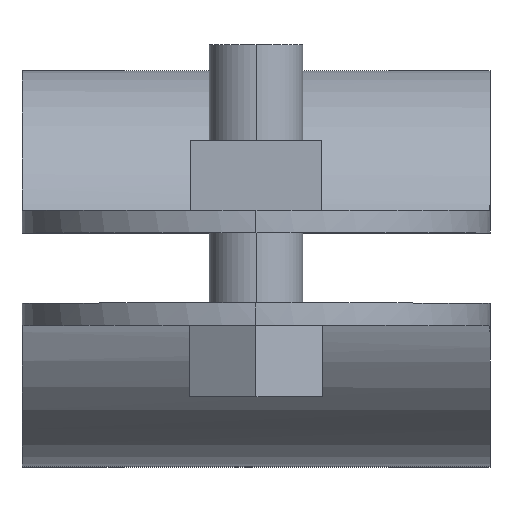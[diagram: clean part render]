
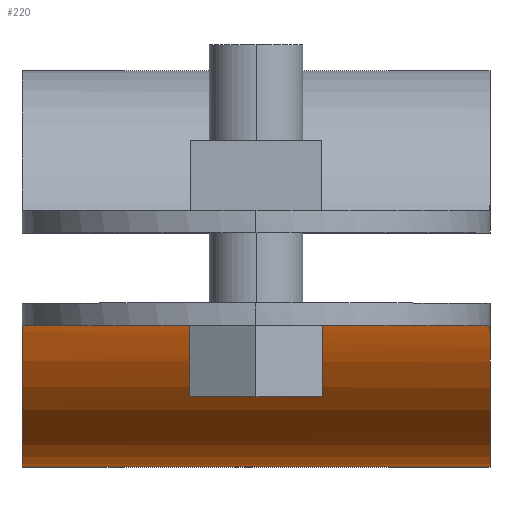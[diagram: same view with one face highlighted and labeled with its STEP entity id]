
A CAD part, top view. The second image highlights one B-rep face of the part: STEP entity #220.
In plain terms, the highlighted free-form (B-spline) face has degree [3, 1] with [4, 2] control points.
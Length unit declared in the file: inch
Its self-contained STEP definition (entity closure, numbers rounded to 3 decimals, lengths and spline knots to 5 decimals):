
#220=ADVANCED_FACE('',(#462),#463,.T.);
#462=FACE_OUTER_BOUND('',#784,.T.);
#463=B_SPLINE_SURFACE_WITH_KNOTS('',3,1,((#785,#786),(#787,#788),(#789,#790),(#791,#792)),.UNSPECIFIED.,.F.,.F.,.F.,(4,4),(2,2),(-1.0,-0.0),(0.0,1.25),.UNSPECIFIED.);
#784=EDGE_LOOP('',(#1348,#1349,#1350,#1351,#1352,#1353));
#785=CARTESIAN_POINT('',(1.24989,0.,1.12446));
#786=CARTESIAN_POINT('',(-0.00011,0.,1.12446));
#787=CARTESIAN_POINT('',(1.24989,0.,1.35735));
#788=CARTESIAN_POINT('',(-0.00011,0.,1.35735));
#789=CARTESIAN_POINT('',(1.24989,0.15233,1.56287));
#790=CARTESIAN_POINT('',(-0.00011,0.15233,1.56287));
#791=CARTESIAN_POINT('',(1.24989,0.37518,1.63059));
#792=CARTESIAN_POINT('',(-0.00011,0.37518,1.63059));
#1348=ORIENTED_EDGE('',*,*,#1913,.T.);
#1349=ORIENTED_EDGE('',*,*,#1914,.T.);
#1350=ORIENTED_EDGE('',*,*,#1866,.T.);
#1351=ORIENTED_EDGE('',*,*,#1915,.T.);
#1352=ORIENTED_EDGE('',*,*,#1916,.T.);
#1353=ORIENTED_EDGE('',*,*,#1738,.F.);
#1738=EDGE_CURVE('',#2059,#2061,#2062,.T.);
#1866=EDGE_CURVE('',#2268,#2271,#2273,.T.);
#1913=EDGE_CURVE('',#2059,#2337,#2338,.T.);
#1914=EDGE_CURVE('',#2337,#2268,#2339,.T.);
#1915=EDGE_CURVE('',#2271,#2340,#2341,.T.);
#1916=EDGE_CURVE('',#2340,#2061,#2342,.T.);
#2059=VERTEX_POINT('',#2528);
#2061=VERTEX_POINT('',#2531);
#2062=LINE('',#2532,#2533);
#2268=VERTEX_POINT('',#2868);
#2271=VERTEX_POINT('',#2874);
#2273=LINE('',#2879,#2880);
#2337=VERTEX_POINT('',#2989);
#2338=B_SPLINE_CURVE_WITH_KNOTS('',3,(#2990,#2991,#2992,#2993),.UNSPECIFIED.,.F.,.F.,(4,4),(-1.0,-0.0),.UNSPECIFIED.);
#2339=B_SPLINE_CURVE_WITH_KNOTS('',3,(#2994,#2995,#2996,#2997),.UNSPECIFIED.,.F.,.F.,(4,4),(0.0,0.01791),.UNSPECIFIED.);
#2340=VERTEX_POINT('',#2998);
#2341=B_SPLINE_CURVE_WITH_KNOTS('',3,(#2999,#3000,#3001,#3002),.UNSPECIFIED.,.F.,.F.,(4,4),(0.0,0.01791),.UNSPECIFIED.);
#2342=B_SPLINE_CURVE_WITH_KNOTS('',3,(#3003,#3004,#3005,#3006),.UNSPECIFIED.,.F.,.F.,(4,4),(0.0,1.0),.UNSPECIFIED.);
#2528=CARTESIAN_POINT('',(1.24982,0.,1.12446));
#2531=CARTESIAN_POINT('',(0.0,0.,1.12446));
#2532=CARTESIAN_POINT('',(1.24989,0.,1.12446));
#2533=VECTOR('',#3242,1.);
#2868=CARTESIAN_POINT('',(1.24979,0.37518,1.63059));
#2874=CARTESIAN_POINT('',(0.00002,0.37518,1.63059));
#2879=CARTESIAN_POINT('',(1.24989,0.37518,1.63059));
#2880=VECTOR('',#3327,1.);
#2989=CARTESIAN_POINT('',(1.24982,0.35813,1.6251));
#2990=CARTESIAN_POINT('',(1.24982,0.,1.12446));
#2991=CARTESIAN_POINT('',(1.24982,0.,1.35735));
#2992=CARTESIAN_POINT('',(1.24982,0.15233,1.56287));
#2993=CARTESIAN_POINT('',(1.24982,0.37518,1.63059));
#2994=CARTESIAN_POINT('',(1.24982,0.35813,1.6251));
#2995=CARTESIAN_POINT('',(1.24982,0.36378,1.62703));
#2996=CARTESIAN_POINT('',(1.24981,0.36947,1.62886));
#2997=CARTESIAN_POINT('',(1.24979,0.37518,1.63059));
#2998=CARTESIAN_POINT('',(0.0,0.35813,1.6251));
#2999=CARTESIAN_POINT('',(0.00002,0.37518,1.63059));
#3000=CARTESIAN_POINT('',(0.00001,0.36947,1.62886));
#3001=CARTESIAN_POINT('',(0.0,0.36378,1.62703));
#3002=CARTESIAN_POINT('',(0.0,0.35813,1.6251));
#3003=CARTESIAN_POINT('',(0.0,0.37518,1.63059));
#3004=CARTESIAN_POINT('',(0.0,0.15233,1.56287));
#3005=CARTESIAN_POINT('',(0.0,0.,1.35735));
#3006=CARTESIAN_POINT('',(0.0,0.,1.12446));
#3242=DIRECTION('',(-1.0,0.0,0.0));
#3327=DIRECTION('',(-1.0,0.0,0.0));
